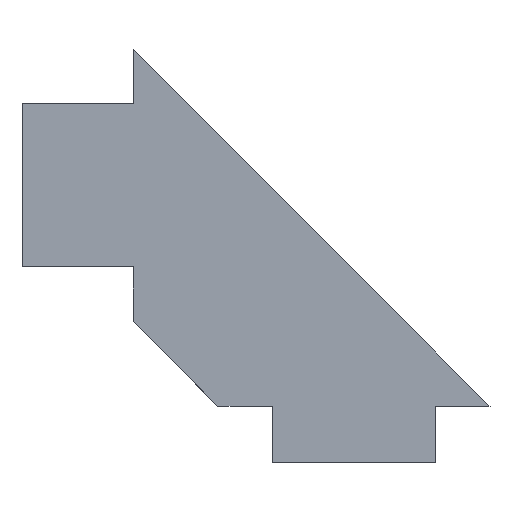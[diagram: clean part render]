
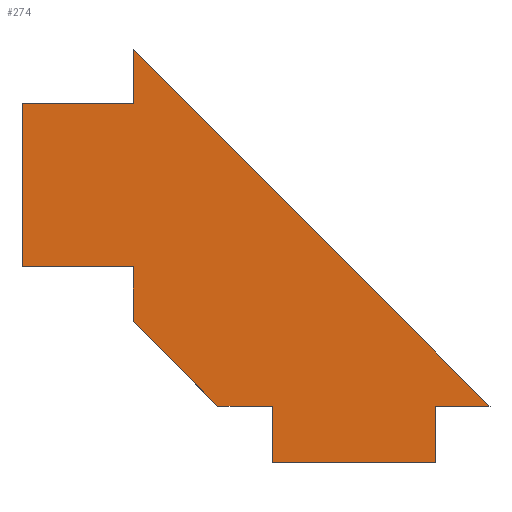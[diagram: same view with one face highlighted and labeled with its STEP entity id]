
A CAD part, top view. The second image highlights one B-rep face of the part: STEP entity #274.
In plain terms, the highlighted planar face has unit normal (0, 0, 1).
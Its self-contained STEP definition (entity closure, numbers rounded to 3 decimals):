
#28=FACE_OUTER_BOUND('',#42,.T.);
#42=EDGE_LOOP('',(#235,#236,#237,#238,#239,#240,#241,#242,#243,#244,#245,
#246));
#45=LINE('',#377,#81);
#48=LINE('',#383,#84);
#51=LINE('',#389,#87);
#54=LINE('',#395,#90);
#57=LINE('',#401,#93);
#60=LINE('',#407,#96);
#63=LINE('',#413,#99);
#66=LINE('',#419,#102);
#69=LINE('',#425,#105);
#72=LINE('',#431,#108);
#75=LINE('',#437,#111);
#78=LINE('',#441,#114);
#81=VECTOR('',#309,10.);
#84=VECTOR('',#314,10.);
#87=VECTOR('',#319,10.);
#90=VECTOR('',#324,10.);
#93=VECTOR('',#329,10.);
#96=VECTOR('',#334,10.);
#99=VECTOR('',#339,10.);
#102=VECTOR('',#344,10.);
#105=VECTOR('',#349,10.);
#108=VECTOR('',#354,10.);
#111=VECTOR('',#359,10.);
#114=VECTOR('',#364,10.);
#117=VERTEX_POINT('',#374);
#118=VERTEX_POINT('',#376);
#120=VERTEX_POINT('',#382);
#122=VERTEX_POINT('',#388);
#124=VERTEX_POINT('',#394);
#126=VERTEX_POINT('',#400);
#128=VERTEX_POINT('',#406);
#130=VERTEX_POINT('',#412);
#132=VERTEX_POINT('',#418);
#134=VERTEX_POINT('',#424);
#136=VERTEX_POINT('',#430);
#138=VERTEX_POINT('',#436);
#141=EDGE_CURVE('',#118,#117,#45,.T.);
#144=EDGE_CURVE('',#120,#118,#48,.T.);
#147=EDGE_CURVE('',#122,#120,#51,.T.);
#150=EDGE_CURVE('',#124,#122,#54,.T.);
#153=EDGE_CURVE('',#126,#124,#57,.T.);
#156=EDGE_CURVE('',#128,#126,#60,.T.);
#159=EDGE_CURVE('',#130,#128,#63,.T.);
#162=EDGE_CURVE('',#132,#130,#66,.T.);
#165=EDGE_CURVE('',#134,#132,#69,.T.);
#168=EDGE_CURVE('',#136,#134,#72,.T.);
#171=EDGE_CURVE('',#138,#136,#75,.T.);
#174=EDGE_CURVE('',#117,#138,#78,.T.);
#235=ORIENTED_EDGE('',*,*,#174,.T.);
#236=ORIENTED_EDGE('',*,*,#171,.T.);
#237=ORIENTED_EDGE('',*,*,#168,.T.);
#238=ORIENTED_EDGE('',*,*,#165,.T.);
#239=ORIENTED_EDGE('',*,*,#162,.T.);
#240=ORIENTED_EDGE('',*,*,#159,.T.);
#241=ORIENTED_EDGE('',*,*,#156,.T.);
#242=ORIENTED_EDGE('',*,*,#153,.T.);
#243=ORIENTED_EDGE('',*,*,#150,.T.);
#244=ORIENTED_EDGE('',*,*,#147,.T.);
#245=ORIENTED_EDGE('',*,*,#144,.T.);
#246=ORIENTED_EDGE('',*,*,#141,.T.);
#260=PLANE('',#302);
#274=ADVANCED_FACE('',(#28),#260,.T.);
#302=AXIS2_PLACEMENT_3D('',#443,#367,#368);
#309=DIRECTION('',(-1.,0.,0.));
#314=DIRECTION('',(0.,-1.,0.));
#319=DIRECTION('',(-0.707,0.707,0.));
#324=DIRECTION('',(1.,0.,0.));
#329=DIRECTION('',(0.,1.,0.));
#334=DIRECTION('',(1.,0.,0.));
#339=DIRECTION('',(0.,-1.,0.));
#344=DIRECTION('',(1.,0.,0.));
#349=DIRECTION('',(0.707,-0.707,0.));
#354=DIRECTION('',(0.,-1.,0.));
#359=DIRECTION('',(1.,0.,0.));
#364=DIRECTION('',(0.,-1.,0.));
#367=DIRECTION('center_axis',(0.,0.,1.));
#368=DIRECTION('ref_axis',(1.,0.,0.));
#374=CARTESIAN_POINT('',(-80.,33.,80.));
#376=CARTESIAN_POINT('',(-69.8,33.,80.));
#377=CARTESIAN_POINT('',(-80.,33.,80.));
#382=CARTESIAN_POINT('',(-69.8,38.,80.));
#383=CARTESIAN_POINT('',(-69.8,33.,80.));
#388=CARTESIAN_POINT('',(-37.,5.2,80.));
#389=CARTESIAN_POINT('',(-69.8,38.,80.));
#394=CARTESIAN_POINT('',(-42.,5.2,80.));
#395=CARTESIAN_POINT('',(-37.,5.2,80.));
#400=CARTESIAN_POINT('',(-42.,0.,80.));
#401=CARTESIAN_POINT('',(-42.,5.2,80.));
#406=CARTESIAN_POINT('',(-57.,0.,80.));
#407=CARTESIAN_POINT('',(-42.,0.,80.));
#412=CARTESIAN_POINT('',(-57.,5.2,80.));
#413=CARTESIAN_POINT('',(-57.,0.,80.));
#418=CARTESIAN_POINT('',(-62.,5.2,80.));
#419=CARTESIAN_POINT('',(-62.,5.2,80.));
#424=CARTESIAN_POINT('',(-69.8,13.,80.));
#425=CARTESIAN_POINT('',(-69.8,13.,80.));
#430=CARTESIAN_POINT('',(-69.8,18.,80.));
#431=CARTESIAN_POINT('',(-69.8,18.,80.));
#436=CARTESIAN_POINT('',(-80.,18.,80.));
#437=CARTESIAN_POINT('',(-69.8,18.,80.));
#441=CARTESIAN_POINT('',(-80.,18.,80.));
#443=CARTESIAN_POINT('Origin',(-58.5,19.,80.));
